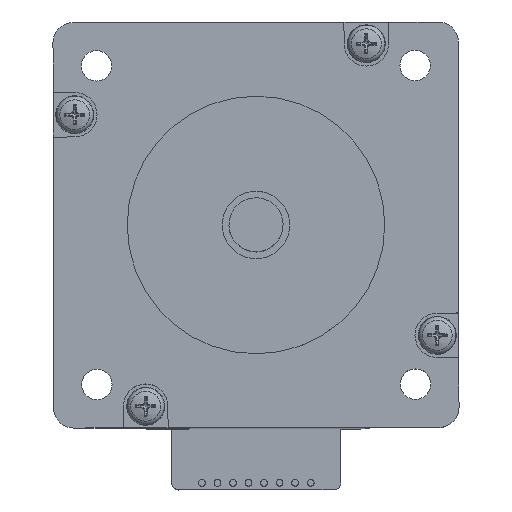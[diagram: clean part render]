
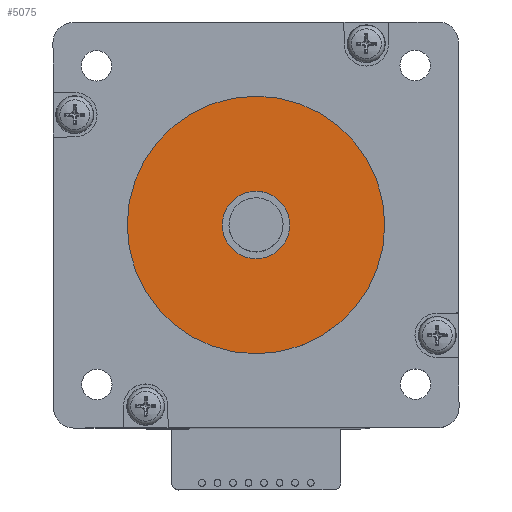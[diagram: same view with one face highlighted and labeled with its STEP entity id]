
A CAD part, top view. The second image highlights one B-rep face of the part: STEP entity #5075.
In plain terms, the highlighted planar face has unit normal (0, 0, 1).
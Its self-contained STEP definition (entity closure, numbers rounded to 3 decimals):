
#213=FACE_BOUND('',#834,.T.);
#321=PLANE('',#5540);
#521=FACE_OUTER_BOUND('',#833,.T.);
#833=EDGE_LOOP('',(#3897));
#834=EDGE_LOOP('',(#3898));
#1723=CIRCLE('',#5417,5.);
#1784=CIRCLE('',#5539,19.05);
#2067=VERTEX_POINT('',#7743);
#2184=VERTEX_POINT('',#8096);
#2616=EDGE_CURVE('',#2067,#2067,#1723,.T.);
#2791=EDGE_CURVE('',#2184,#2184,#1784,.T.);
#3897=ORIENTED_EDGE('',*,*,#2791,.T.);
#3898=ORIENTED_EDGE('',*,*,#2616,.T.);
#5075=ADVANCED_FACE('',(#521,#213),#321,.F.);
#5417=AXIS2_PLACEMENT_3D('',#7744,#6299,#6300);
#5539=AXIS2_PLACEMENT_3D('',#8097,#6657,#6658);
#5540=AXIS2_PLACEMENT_3D('',#8099,#6660,#6661);
#6299=DIRECTION('center_axis',(0.,0.,
-1.));
#6300=DIRECTION('ref_axis',(1.,0.001,0.));
#6657=DIRECTION('center_axis',(0.,0.,
1.));
#6658=DIRECTION('ref_axis',(-1.,-0.001,0.));
#6660=DIRECTION('center_axis',(0.,0.,
-1.));
#6661=DIRECTION('ref_axis',(-0.001,1.,0.));
#7743=CARTESIAN_POINT('',(-3.778,-0.069,17.642));
#7744=CARTESIAN_POINT('Origin',(1.222,-0.063,17.642));
#8096=CARTESIAN_POINT('',(20.272,-0.042,17.642));
#8097=CARTESIAN_POINT('Origin',(1.222,-0.063,17.642));
#8099=CARTESIAN_POINT('Origin',(1.222,-0.063,17.642));
